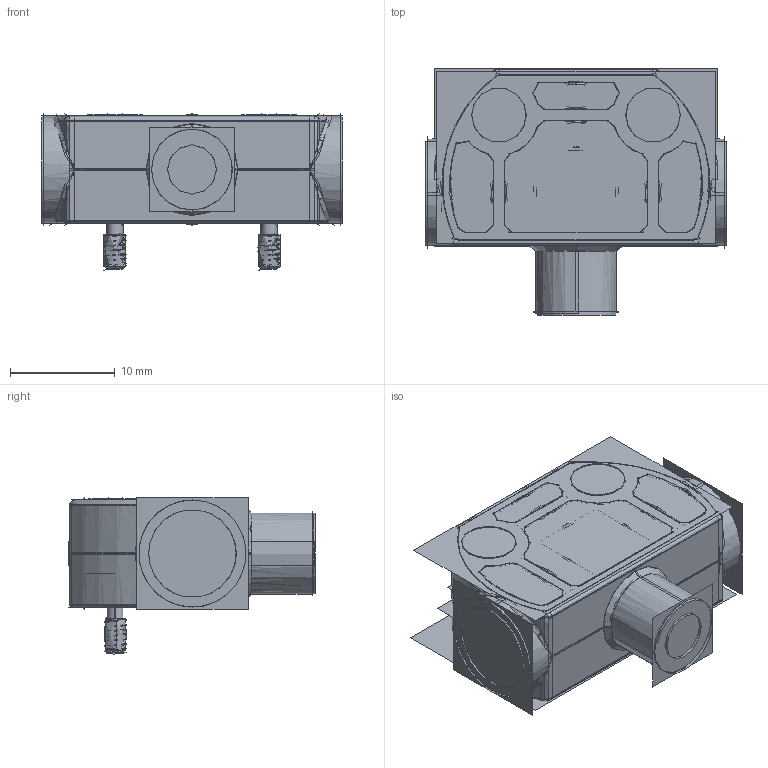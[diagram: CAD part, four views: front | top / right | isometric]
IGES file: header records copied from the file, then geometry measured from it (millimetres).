
Start section:  PTC IGES file: 205303.igs
Global section: file name: 205303.igs; native system: Creo Parametric by PTC Inc.; preprocessor: 2016260; author: pdmadmin; organization: Unknown; date: 20180502.165147; units: millimetre
Bounding box: 28.75 x 23.59 x 14.96 mm (x, y, z)
Volume: 2385.5 mm3; surface area: 24628.7 mm2
Topology: 3 solids, 8 shells, 1336 faces, 6196 edges, 7553 vertices
Faces by surface type: bspline 798, revolution 538
